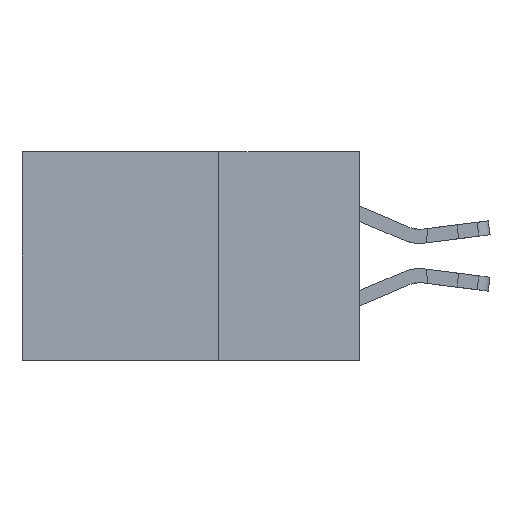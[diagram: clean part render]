
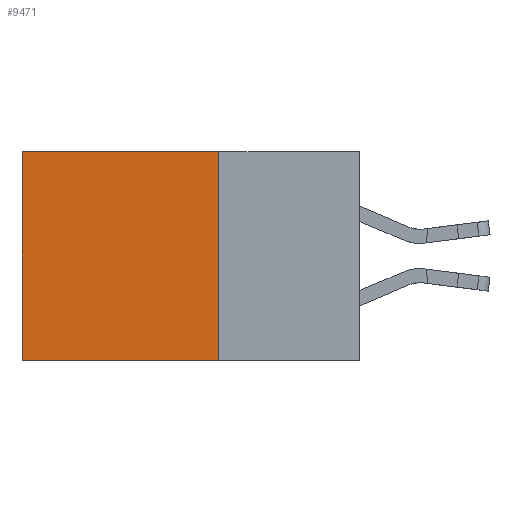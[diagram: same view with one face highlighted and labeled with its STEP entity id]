
A CAD part, left-side view. The second image highlights one B-rep face of the part: STEP entity #9471.
In plain terms, the highlighted planar face has unit normal (-1, 0, 0).
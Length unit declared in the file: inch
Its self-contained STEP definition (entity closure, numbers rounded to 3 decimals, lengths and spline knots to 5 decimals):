
#1636 = CARTESIAN_POINT ( 'NONE',  ( 0.2875, 0.25, 0. ) ) ;
#2617 = CARTESIAN_POINT ( 'NONE',  ( 0.2875, 0.25, 0. ) ) ;
#3212 = ORIENTED_EDGE ( 'NONE', *, *, #3374, .F. ) ;
#3374 = EDGE_CURVE ( 'NONE', #16088, #12500, #20487, .T. ) ;
#4423 = LINE ( 'NONE', #9940, #16618 ) ;
#4555 = CARTESIAN_POINT ( 'NONE',  ( 0.2875, 0.25, 0. ) ) ;
#4994 = CARTESIAN_POINT ( 'NONE',  ( 0.2875, 0.6, 0. ) ) ;
#5624 = VECTOR ( 'NONE', #21825, 39.37008 ) ;
#5888 = CARTESIAN_POINT ( 'NONE',  ( 0.2875, 0.6, -0.37 ) ) ;
#6527 = DIRECTION ( 'NONE',  ( 0., 0., -1. ) ) ;
#6689 = EDGE_CURVE ( 'NONE', #22848, #16271, #21224, .T. ) ;
#6733 = FACE_OUTER_BOUND ( 'NONE', #21011, .T. ) ;
#7256 = ORIENTED_EDGE ( 'NONE', *, *, #8394, .T. ) ;
#7649 = LINE ( 'NONE', #4994, #9064 ) ;
#8394 = EDGE_CURVE ( 'NONE', #16271, #12500, #7649, .T. ) ;
#8634 = DIRECTION ( 'NONE',  ( 0., 0., -1. ) ) ;
#9064 = VECTOR ( 'NONE', #8634, 39.37008 ) ;
#9471 = ADVANCED_FACE ( 'NONE', ( #6733 ), #20812, .F. ) ;
#9940 = CARTESIAN_POINT ( 'NONE',  ( 0.2875, 0.25, 0. ) ) ;
#10109 = DIRECTION ( 'NONE',  ( 0., 0., -1. ) ) ;
#12500 = VERTEX_POINT ( 'NONE', #5888 ) ;
#14570 = VECTOR ( 'NONE', #16135, 39.37008 ) ;
#14693 = CARTESIAN_POINT ( 'NONE',  ( 0.2875, 0.25, -0.37 ) ) ;
#15474 = CARTESIAN_POINT ( 'NONE',  ( 0.2875, 0.6, 0. ) ) ;
#15679 = DIRECTION ( 'NONE',  ( 1., 0., 0. ) ) ;
#15839 = ORIENTED_EDGE ( 'NONE', *, *, #17657, .F. ) ;
#15861 = ORIENTED_EDGE ( 'NONE', *, *, #6689, .T. ) ;
#16088 = VERTEX_POINT ( 'NONE', #14693 ) ;
#16135 = DIRECTION ( 'NONE',  ( 0., 1., 0. ) ) ;
#16271 = VERTEX_POINT ( 'NONE', #15474 ) ;
#16618 = VECTOR ( 'NONE', #6527, 39.37008 ) ;
#17657 = EDGE_CURVE ( 'NONE', #22848, #16088, #4423, .T. ) ;
#19499 = AXIS2_PLACEMENT_3D ( 'NONE', #4555, #15679, #10109 ) ;
#19854 = CARTESIAN_POINT ( 'NONE',  ( 0.2875, 0.25, -0.37 ) ) ;
#20487 = LINE ( 'NONE', #19854, #14570 ) ;
#20812 = PLANE ( 'NONE',  #19499 ) ;
#21011 = EDGE_LOOP ( 'NONE', ( #7256, #3212, #15839, #15861 ) ) ;
#21224 = LINE ( 'NONE', #1636, #5624 ) ;
#21825 = DIRECTION ( 'NONE',  ( 0., 1., 0. ) ) ;
#22848 = VERTEX_POINT ( 'NONE', #2617 ) ;
